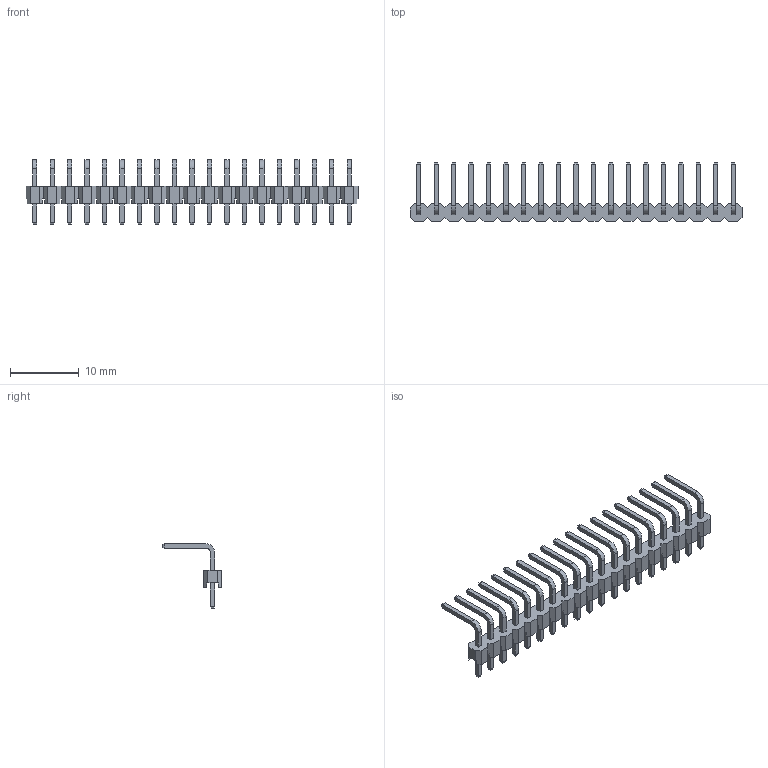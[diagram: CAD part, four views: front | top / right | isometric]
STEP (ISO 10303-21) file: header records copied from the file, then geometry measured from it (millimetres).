
FILE_DESCRIPTION(('STEP AP214'), '1');
FILE_NAME('PLS-RU', '', ('UNSPECIFIED'), ('UNSPECIFIED'), 'ASCON STEP Converter 1.6', 'ASCON Math Kernel', '');
FILE_SCHEMA(('AUTOMOTIVE_DESIGN { 1 0 10303 214 3 1 1}'));
Length unit declared in the file: millimetre
Bounding box: 48.26 x 8.52 x 9.39 mm (x, y, z)
Volume: 325.9 mm3; surface area: 1233.9 mm2
Topology: 1 solids, 1 shells, 612 faces, 1564 edges, 992 vertices
Faces by surface type: plane 574, cylinder 38
Entity records: 22924 total; most frequent: CARTESIAN_POINT 3169, ORIENTED_EDGE 3128, DIRECTION 2866, EDGE_CURVE 1564, LINE 1488, VECTOR 1488, VERTEX_POINT 992, AXIS2_PLACEMENT_3D 689
